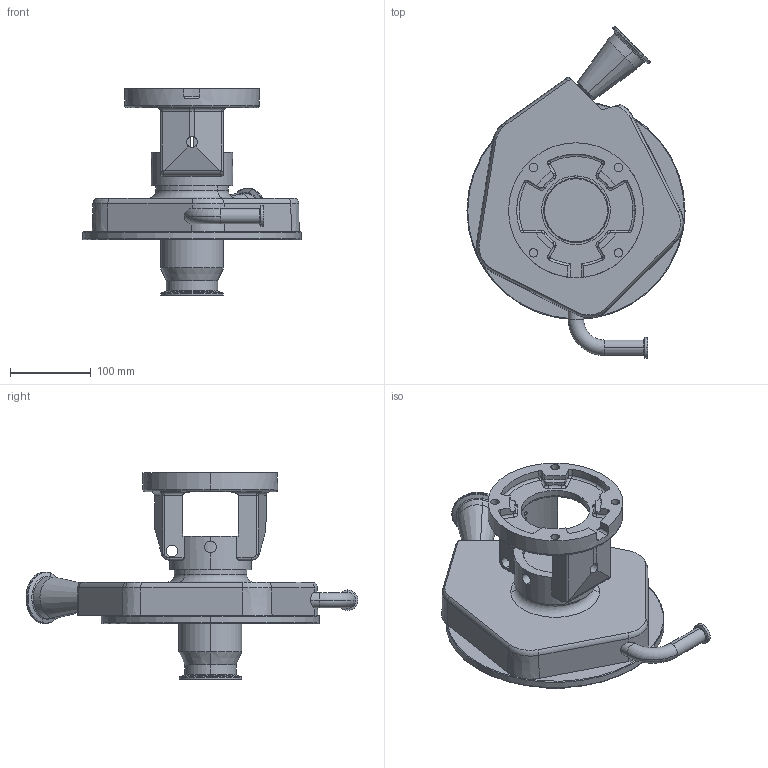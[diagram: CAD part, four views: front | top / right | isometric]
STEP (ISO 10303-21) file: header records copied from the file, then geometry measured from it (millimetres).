
FILE_DESCRIPTION (( 'STEP AP214' ), '1' );
FILE_NAME ('FPR 741-742 140TC 45L 3-4 IN ELBOW LEFT DRAIN.STEP', '2023-01-10T20:26:45', ( '' ), ( '' ), 'SwSTEP 2.0', 'SolidWorks 2021', '' );
FILE_SCHEMA (( 'AUTOMOTIVE_DESIGN' ));
Length unit declared in the file: millimetre
Products named in the file (1): FPR 741-742 140TC 45L 3-4 IN ELBOW LEFT DRAIN
Bounding box: 270 x 411.02 x 256 mm (x, y, z)
Volume: 2548876.8 mm3; surface area: 467010.7 mm2
Topology: 1 solids, 6 shells, 447 faces, 1076 edges, 635 vertices
Faces by surface type: cylinder 171, torus 114, plane 86, cone 65, bspline 7, sphere 4
Entity records: 14772 total; most frequent: CARTESIAN_POINT 4207, DIRECTION 2424, ORIENTED_EDGE 2112, EDGE_CURVE 1056, AXIS2_PLACEMENT_3D 1027, VERTEX_POINT 634, CIRCLE 586, EDGE_LOOP 490
